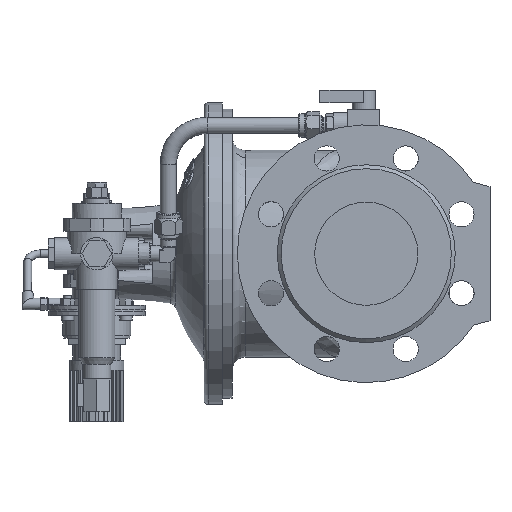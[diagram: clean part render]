
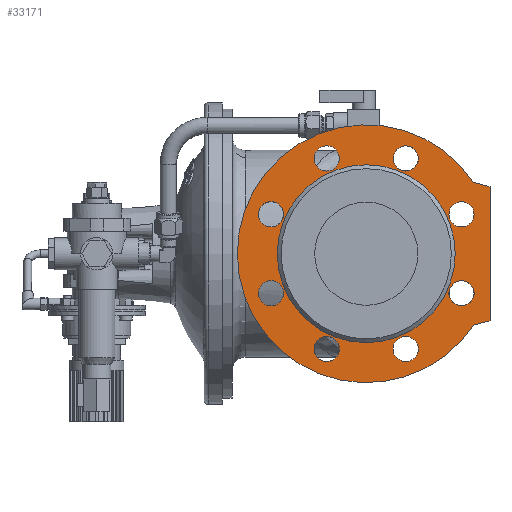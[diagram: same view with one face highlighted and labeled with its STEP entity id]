
A CAD part, left-side view. The second image highlights one B-rep face of the part: STEP entity #33171.
In plain terms, the highlighted planar face has unit normal (-1, 0, 0).
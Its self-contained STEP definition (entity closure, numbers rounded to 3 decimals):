
#1120 = CARTESIAN_POINT ( 'NONE',  ( -152., -96., 52. ) ) ;
#1121 = CARTESIAN_POINT ( 'NONE',  ( -152., 73.91, 30.615 ) ) ;
#1122 = DIRECTION ( 'NONE',  ( 1., 0., 0. ) ) ;
#1123 = DIRECTION ( 'NONE',  ( 0., 0.707, -0.707 ) ) ;
#1124 = DIRECTION ( 'NONE',  ( 0., 0., -1. ) ) ;
#1125 = CARTESIAN_POINT ( 'NONE',  ( -152., -30.615, 73.91 ) ) ;
#1126 = DIRECTION ( 'NONE',  ( 1., 0., 0. ) ) ;
#1127 = DIRECTION ( 'NONE',  ( 0., 0.707, 0.707 ) ) ;
#1129 = CARTESIAN_POINT ( 'NONE',  ( -152., -96., -52. ) ) ;
#1130 = CARTESIAN_POINT ( 'NONE',  ( -152., -73.91, -30.615 ) ) ;
#1131 = DIRECTION ( 'NONE',  ( 1., 0., 0. ) ) ;
#1132 = DIRECTION ( 'NONE',  ( 0., -0.707, 0.707 ) ) ;
#1133 = CARTESIAN_POINT ( 'NONE',  ( -152., 30.615, -73.91 ) ) ;
#1134 = DIRECTION ( 'NONE',  ( 1., 0., 0. ) ) ;
#1135 = DIRECTION ( 'NONE',  ( 0., -0.707, -0.707 ) ) ;
#1136 = DIRECTION ( 'NONE',  ( 0., -0.966, -0.259 ) ) ;
#1137 = CARTESIAN_POINT ( 'NONE',  ( -152., -96., 52. ) ) ;
#1138 = DIRECTION ( 'NONE',  ( 0., 0.966, -0.259 ) ) ;
#3896 = CARTESIAN_POINT ( 'NONE',  ( -152., -83.239, -55.419 ) ) ;
#3900 = CARTESIAN_POINT ( 'NONE',  ( -152., -96., 52. ) ) ;
#3920 = CARTESIAN_POINT ( 'NONE',  ( -152., -96., -52. ) ) ;
#3954 = CARTESIAN_POINT ( 'NONE',  ( -152., -83.239, 55.419 ) ) ;
#7368 = EDGE_LOOP ( 'NONE', ( #8164 ) ) ;
#7415 = EDGE_LOOP ( 'NONE', ( #8116 ) ) ;
#7418 = EDGE_LOOP ( 'NONE', ( #8084 ) ) ;
#7441 = EDGE_LOOP ( 'NONE', ( #8051 ) ) ;
#7442 = EDGE_LOOP ( 'NONE', ( #8050 ) ) ;
#7443 = EDGE_LOOP ( 'NONE', ( #8173, #8154, #8176, #8083 ) ) ;
#7461 = EDGE_LOOP ( 'NONE', ( #8122 ) ) ;
#7471 = EDGE_LOOP ( 'NONE', ( #8021 ) ) ;
#7497 = EDGE_LOOP ( 'NONE', ( #8047 ) ) ;
#7508 = EDGE_LOOP ( 'NONE', ( #8098 ) ) ;
#8021 = ORIENTED_EDGE ( 'NONE', *, *, #18899, .T. ) ;
#8047 = ORIENTED_EDGE ( 'NONE', *, *, #19311, .T. ) ;
#8050 = ORIENTED_EDGE ( 'NONE', *, *, #18905, .T. ) ;
#8051 = ORIENTED_EDGE ( 'NONE', *, *, #18902, .T. ) ;
#8083 = ORIENTED_EDGE ( 'NONE', *, *, #18907, .F. ) ;
#8084 = ORIENTED_EDGE ( 'NONE', *, *, #19313, .T. ) ;
#8098 = ORIENTED_EDGE ( 'NONE', *, *, #19312, .T. ) ;
#8116 = ORIENTED_EDGE ( 'NONE', *, *, #19309, .T. ) ;
#8122 = ORIENTED_EDGE ( 'NONE', *, *, #19310, .T. ) ;
#8154 = ORIENTED_EDGE ( 'NONE', *, *, #18912, .F. ) ;
#8164 = ORIENTED_EDGE ( 'NONE', *, *, #18901, .T. ) ;
#8173 = ORIENTED_EDGE ( 'NONE', *, *, #19308, .F. ) ;
#8176 = ORIENTED_EDGE ( 'NONE', *, *, #18909, .F. ) ;
#8498 = CARTESIAN_POINT ( 'NONE',  ( -152., 0., 0. ) ) ;
#8500 = DIRECTION ( 'NONE',  ( 1., 0., 0. ) ) ;
#8502 = DIRECTION ( 'NONE',  ( 0., 0., -1. ) ) ;
#8506 = CARTESIAN_POINT ( 'NONE',  ( -152., 0., 0. ) ) ;
#8508 = DIRECTION ( 'NONE',  ( 1., 0., 0. ) ) ;
#8509 = DIRECTION ( 'NONE',  ( 0., 1., 0. ) ) ;
#8511 = CARTESIAN_POINT ( 'NONE',  ( -152., 73.91, -30.615 ) ) ;
#8512 = DIRECTION ( 'NONE',  ( 1., 0., 0. ) ) ;
#8514 = DIRECTION ( 'NONE',  ( 0., 0., -1. ) ) ;
#8518 = CARTESIAN_POINT ( 'NONE',  ( -152., -30.615, -73.91 ) ) ;
#8520 = DIRECTION ( 'NONE',  ( 1., 0., 0. ) ) ;
#8522 = DIRECTION ( 'NONE',  ( 0., -1., 0. ) ) ;
#8526 = CARTESIAN_POINT ( 'NONE',  ( -152., -73.91, 30.615 ) ) ;
#8528 = DIRECTION ( 'NONE',  ( 1., 0., 0. ) ) ;
#8530 = DIRECTION ( 'NONE',  ( 0., 0., 1. ) ) ;
#8534 = CARTESIAN_POINT ( 'NONE',  ( -152., 30.615, 73.91 ) ) ;
#8536 = DIRECTION ( 'NONE',  ( 1., 0., 0. ) ) ;
#8538 = DIRECTION ( 'NONE',  ( 0., 1., 0. ) ) ;
#10520 = VERTEX_POINT ( 'NONE', #3900 ) ;
#10521 = VERTEX_POINT ( 'NONE', #3896 ) ;
#10537 = VERTEX_POINT ( 'NONE', #3954 ) ;
#10639 = VERTEX_POINT ( 'NONE', #3920 ) ;
#11499 = LINE ( 'NONE', #1137, #11521 ) ;
#11511 = LINE ( 'NONE', #1120, #11522 ) ;
#11512 = LINE ( 'NONE', #1129, #11525 ) ;
#11517 = CIRCLE ( 'NONE', #31533, 9.75 ) ;
#11518 = CIRCLE ( 'NONE', #31534, 9.75 ) ;
#11519 = CIRCLE ( 'NONE', #31535, 9.75 ) ;
#11520 = CIRCLE ( 'NONE', #31536, 9.75 ) ;
#11521 = VECTOR ( 'NONE', #1124, 1000. ) ;
#11522 = VECTOR ( 'NONE', #1136, 1000. ) ;
#11525 = VECTOR ( 'NONE', #1138, 1000. ) ;
#11806 = CIRCLE ( 'NONE', #31624, 100. ) ;
#11808 = CIRCLE ( 'NONE', #31625, 69. ) ;
#11811 = CIRCLE ( 'NONE', #31626, 9.75 ) ;
#11812 = CIRCLE ( 'NONE', #31627, 9.75 ) ;
#11815 = CIRCLE ( 'NONE', #31628, 9.75 ) ;
#11817 = CIRCLE ( 'NONE', #31629, 9.75 ) ;
#18899 = EDGE_CURVE ( 'NONE', #41690, #41690, #11517, .T. ) ;
#18901 = EDGE_CURVE ( 'NONE', #41692, #41692, #11518, .T. ) ;
#18902 = EDGE_CURVE ( 'NONE', #41694, #41694, #11519, .T. ) ;
#18905 = EDGE_CURVE ( 'NONE', #41696, #41696, #11520, .T. ) ;
#18907 = EDGE_CURVE ( 'NONE', #10537, #10520, #11511, .T. ) ;
#18909 = EDGE_CURVE ( 'NONE', #10520, #10639, #11499, .T. ) ;
#18912 = EDGE_CURVE ( 'NONE', #10639, #10521, #11512, .T. ) ;
#19308 = EDGE_CURVE ( 'NONE', #10521, #10537, #11806, .T. ) ;
#19309 = EDGE_CURVE ( 'NONE', #41754, #41754, #11808, .T. ) ;
#19310 = EDGE_CURVE ( 'NONE', #41756, #41756, #11811, .T. ) ;
#19311 = EDGE_CURVE ( 'NONE', #41758, #41758, #11812, .T. ) ;
#19312 = EDGE_CURVE ( 'NONE', #41760, #41760, #11815, .T. ) ;
#19313 = EDGE_CURVE ( 'NONE', #41762, #41762, #11817, .T. ) ;
#21624 = AXIS2_PLACEMENT_3D ( 'NONE', #28969, #28970, #28976 ) ;
#25585 = FACE_BOUND ( 'NONE', #7497, .T. ) ;
#25594 = FACE_BOUND ( 'NONE', #7415, .T. ) ;
#25595 = FACE_BOUND ( 'NONE', #7418, .T. ) ;
#25597 = FACE_BOUND ( 'NONE', #7461, .T. ) ;
#25598 = FACE_BOUND ( 'NONE', #7508, .T. ) ;
#25599 = FACE_OUTER_BOUND ( 'NONE', #7443, .T. ) ;
#25600 = FACE_BOUND ( 'NONE', #7442, .T. ) ;
#25601 = FACE_BOUND ( 'NONE', #7441, .T. ) ;
#25602 = FACE_BOUND ( 'NONE', #7368, .T. ) ;
#25603 = FACE_BOUND ( 'NONE', #7471, .T. ) ;
#28969 = CARTESIAN_POINT ( 'NONE',  ( -152., 0., 0. ) ) ;
#28970 = DIRECTION ( 'NONE',  ( 1., 0., 0. ) ) ;
#28973 = PLANE ( 'NONE',  #21624 ) ;
#28976 = DIRECTION ( 'NONE',  ( 0., 0., -1. ) ) ;
#31533 = AXIS2_PLACEMENT_3D ( 'NONE', #1121, #1122, #1123 ) ;
#31534 = AXIS2_PLACEMENT_3D ( 'NONE', #1125, #1126, #1127 ) ;
#31535 = AXIS2_PLACEMENT_3D ( 'NONE', #1130, #1131, #1132 ) ;
#31536 = AXIS2_PLACEMENT_3D ( 'NONE', #1133, #1134, #1135 ) ;
#31624 = AXIS2_PLACEMENT_3D ( 'NONE', #8498, #8500, #8502 ) ;
#31625 = AXIS2_PLACEMENT_3D ( 'NONE', #8506, #8508, #8509 ) ;
#31626 = AXIS2_PLACEMENT_3D ( 'NONE', #8511, #8512, #8514 ) ;
#31627 = AXIS2_PLACEMENT_3D ( 'NONE', #8518, #8520, #8522 ) ;
#31628 = AXIS2_PLACEMENT_3D ( 'NONE', #8526, #8528, #8530 ) ;
#31629 = AXIS2_PLACEMENT_3D ( 'NONE', #8534, #8536, #8538 ) ;
#33171 = ADVANCED_FACE ( 'NONE', ( #25595, #25598, #25585, #25597, #25594, #25599, #25600, #25601, #25602, #25603 ), #28973, .F. ) ;
#41690 = VERTEX_POINT ( 'NONE', #42580 ) ;
#41692 = VERTEX_POINT ( 'NONE', #42581 ) ;
#41694 = VERTEX_POINT ( 'NONE', #42582 ) ;
#41696 = VERTEX_POINT ( 'NONE', #42583 ) ;
#41754 = VERTEX_POINT ( 'NONE', #42612 ) ;
#41756 = VERTEX_POINT ( 'NONE', #42613 ) ;
#41758 = VERTEX_POINT ( 'NONE', #42614 ) ;
#41760 = VERTEX_POINT ( 'NONE', #42615 ) ;
#41762 = VERTEX_POINT ( 'NONE', #42616 ) ;
#42580 = CARTESIAN_POINT ( 'NONE',  ( -152., 80.805, 23.72 ) ) ;
#42581 = CARTESIAN_POINT ( 'NONE',  ( -152., -23.72, 80.805 ) ) ;
#42582 = CARTESIAN_POINT ( 'NONE',  ( -152., -80.805, -23.72 ) ) ;
#42583 = CARTESIAN_POINT ( 'NONE',  ( -152., 23.72, -80.805 ) ) ;
#42612 = CARTESIAN_POINT ( 'NONE',  ( -152., 69., 0. ) ) ;
#42613 = CARTESIAN_POINT ( 'NONE',  ( -152., 73.91, -40.365 ) ) ;
#42614 = CARTESIAN_POINT ( 'NONE',  ( -152., -40.365, -73.91 ) ) ;
#42615 = CARTESIAN_POINT ( 'NONE',  ( -152., -73.91, 40.365 ) ) ;
#42616 = CARTESIAN_POINT ( 'NONE',  ( -152., 40.365, 73.91 ) ) ;
